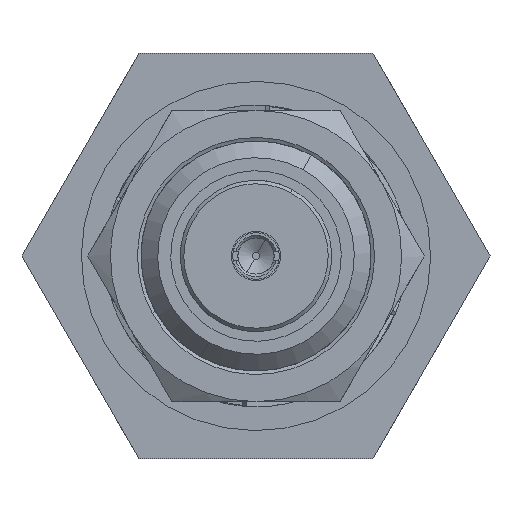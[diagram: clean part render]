
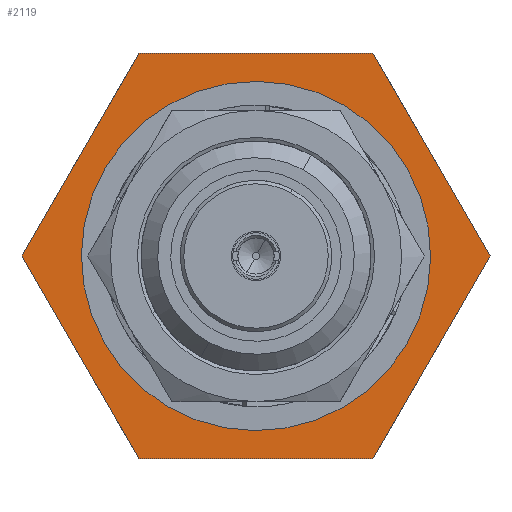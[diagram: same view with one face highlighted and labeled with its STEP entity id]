
A CAD part, front view. The second image highlights one B-rep face of the part: STEP entity #2119.
In plain terms, the highlighted planar face has unit normal (0, -1, 0).
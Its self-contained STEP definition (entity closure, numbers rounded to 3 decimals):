
#1620=AXIS2_PLACEMENT_3D('Plane Axis2P3D',#1617,#1618,#1619) ;
#2001=AXIS2_PLACEMENT_3D('Circle Axis2P3D',#1999,#2000,$) ;
#2027=AXIS2_PLACEMENT_3D('Circle Axis2P3D',#2025,#2026,$) ;
#1617=CARTESIAN_POINT('Axis2P3D Location',(0.,11.,4.675)) ;
#1999=CARTESIAN_POINT('Axis2P3D Location',(0.,11.,0.)) ;
#2003=CARTESIAN_POINT('Vertex',(-2.241,11.,-4.103)) ;
#2005=CARTESIAN_POINT('Vertex',(2.241,11.,4.103)) ;
#2025=CARTESIAN_POINT('Axis2P3D Location',(0.,11.,0.)) ;
#2065=CARTESIAN_POINT('Line Origine',(4.774,11.,-2.756)) ;
#2069=CARTESIAN_POINT('Vertex',(3.183,11.,-5.513)) ;
#2071=CARTESIAN_POINT('Vertex',(6.365,11.,0.)) ;
#2074=CARTESIAN_POINT('Line Origine',(4.774,11.,2.756)) ;
#2078=CARTESIAN_POINT('Vertex',(3.183,11.,5.513)) ;
#2081=CARTESIAN_POINT('Line Origine',(0.,11.,5.513)) ;
#2085=CARTESIAN_POINT('Vertex',(-3.183,11.,5.513)) ;
#2088=CARTESIAN_POINT('Line Origine',(-4.774,11.,2.756)) ;
#2092=CARTESIAN_POINT('Vertex',(-6.365,11.,0.)) ;
#2095=CARTESIAN_POINT('Line Origine',(-4.774,11.,-2.756)) ;
#2099=CARTESIAN_POINT('Vertex',(-3.183,11.,-5.513)) ;
#2102=CARTESIAN_POINT('Line Origine',(0.,11.,-5.513)) ;
#1618=DIRECTION('Axis2P3D Direction',(0.,1.,0.)) ;
#1619=DIRECTION('Axis2P3D XDirection',(1.,0.,0.)) ;
#2000=DIRECTION('Axis2P3D Direction',(0.,1.,0.)) ;
#2026=DIRECTION('Axis2P3D Direction',(0.,1.,0.)) ;
#2066=DIRECTION('Vector Direction',(0.5,0.,0.866)) ;
#2075=DIRECTION('Vector Direction',(-0.5,0.,0.866)) ;
#2082=DIRECTION('Vector Direction',(-1.,0.,0.)) ;
#2089=DIRECTION('Vector Direction',(-0.5,0.,-0.866)) ;
#2096=DIRECTION('Vector Direction',(0.5,0.,-0.866)) ;
#2103=DIRECTION('Vector Direction',(1.,0.,0.)) ;
#2067=VECTOR('Line Direction',#2066,1.) ;
#2076=VECTOR('Line Direction',#2075,1.) ;
#2083=VECTOR('Line Direction',#2082,1.) ;
#2090=VECTOR('Line Direction',#2089,1.) ;
#2097=VECTOR('Line Direction',#2096,1.) ;
#2104=VECTOR('Line Direction',#2103,1.) ;
#2108=ORIENTED_EDGE('',*,*,#2073,.T.) ;
#2109=ORIENTED_EDGE('',*,*,#2080,.T.) ;
#2110=ORIENTED_EDGE('',*,*,#2087,.T.) ;
#2111=ORIENTED_EDGE('',*,*,#2094,.T.) ;
#2112=ORIENTED_EDGE('',*,*,#2101,.T.) ;
#2113=ORIENTED_EDGE('',*,*,#2106,.T.) ;
#2116=ORIENTED_EDGE('',*,*,#2007,.T.) ;
#2117=ORIENTED_EDGE('',*,*,#2029,.T.) ;
#2118=FACE_BOUND('',#2115,.T.) ;
#2119=ADVANCED_FACE('',(#2114,#2118),#1621,.F.) ;
#2002=CIRCLE('generated circle',#2001,4.675) ;
#2028=CIRCLE('generated circle',#2027,4.675) ;
#2007=EDGE_CURVE('',#2004,#2006,#2002,.T.) ;
#2029=EDGE_CURVE('',#2006,#2004,#2028,.T.) ;
#2073=EDGE_CURVE('',#2070,#2072,#2068,.T.) ;
#2080=EDGE_CURVE('',#2072,#2079,#2077,.T.) ;
#2087=EDGE_CURVE('',#2079,#2086,#2084,.T.) ;
#2094=EDGE_CURVE('',#2086,#2093,#2091,.T.) ;
#2101=EDGE_CURVE('',#2093,#2100,#2098,.T.) ;
#2106=EDGE_CURVE('',#2100,#2070,#2105,.T.) ;
#2107=EDGE_LOOP('',(#2108,#2109,#2110,#2111,#2112,#2113)) ;
#2115=EDGE_LOOP('',(#2116,#2117)) ;
#2114=FACE_OUTER_BOUND('',#2107,.T.) ;
#2068=LINE('Line',#2065,#2067) ;
#2077=LINE('Line',#2074,#2076) ;
#2084=LINE('Line',#2081,#2083) ;
#2091=LINE('Line',#2088,#2090) ;
#2098=LINE('Line',#2095,#2097) ;
#2105=LINE('Line',#2102,#2104) ;
#1621=PLANE('Plane',#1620) ;
#2004=VERTEX_POINT('',#2003) ;
#2006=VERTEX_POINT('',#2005) ;
#2070=VERTEX_POINT('',#2069) ;
#2072=VERTEX_POINT('',#2071) ;
#2079=VERTEX_POINT('',#2078) ;
#2086=VERTEX_POINT('',#2085) ;
#2093=VERTEX_POINT('',#2092) ;
#2100=VERTEX_POINT('',#2099) ;
